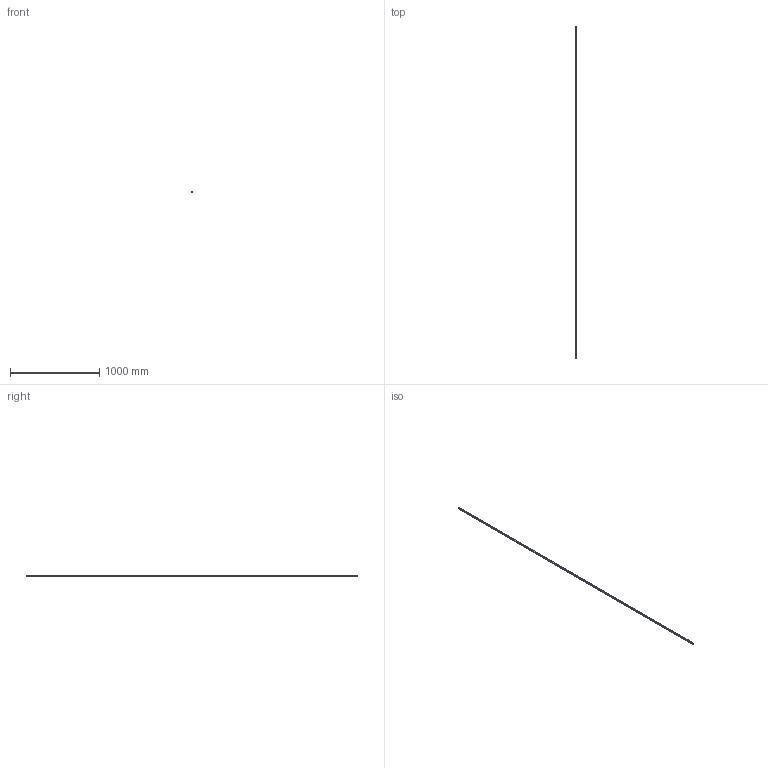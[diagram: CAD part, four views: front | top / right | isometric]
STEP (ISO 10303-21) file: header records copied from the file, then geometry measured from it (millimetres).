
FILE_DESCRIPTION(('STEP AP214'),'1');
FILE_NAME('cctmp_69EC73C9-C545-4F5E-B098-8A1242081043_2021_02_03_11_12_39_0839..stp','2021-02-03T10:12:40',('HIWIN GmbH'),('CADClick - www.CADClick.com'),'Spatial InterOp 3D',' ','unknown authorization');
FILE_SCHEMA(('AUTOMOTIVE_DESIGN'));
Length unit declared in the file: millimetre
Products named in the file (1): EGR15U3710C_FILE
Bounding box: 15 x 3710 x 12.5 mm (x, y, z)
Volume: 590952.8 mm3; surface area: 225884.2 mm2
Topology: 1 solids, 1 shells, 723 faces, 1779 edges, 1186 vertices
Faces by surface type: cylinder 390, plane 333
Entity records: 27709 total; most frequent: DIRECTION 4255, CARTESIAN_POINT 3689, ORIENTED_EDGE 3558, EDGE_CURVE 1779, AXIS2_PLACEMENT_3D 1752, VERTEX_POINT 1186, EDGE_LOOP 851, CIRCLE 780
